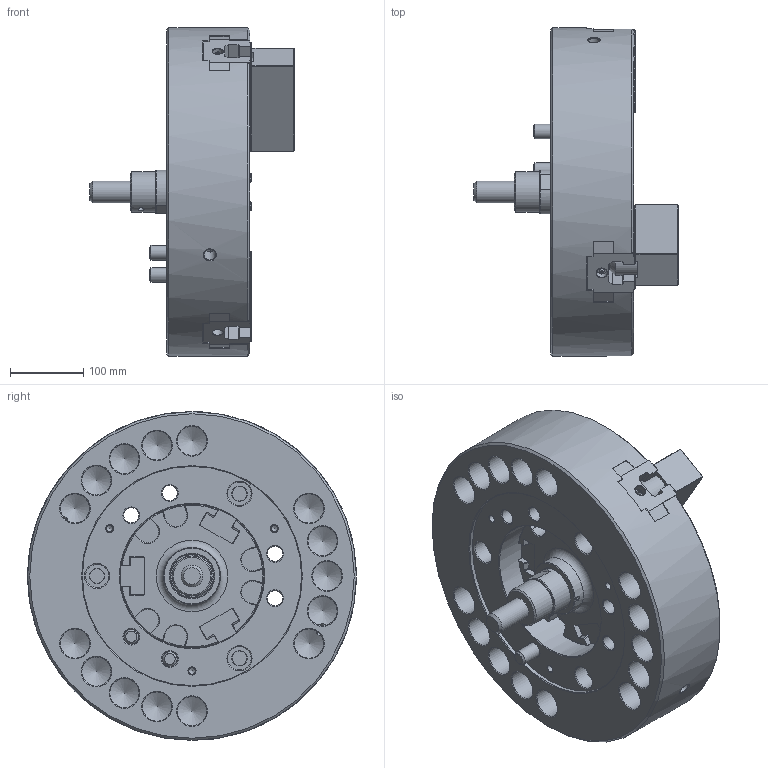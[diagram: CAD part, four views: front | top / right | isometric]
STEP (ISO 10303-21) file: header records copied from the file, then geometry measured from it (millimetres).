
FILE_DESCRIPTION(/* description */ ('Unknown'),/* implementation_level */ '2;1');
FILE_NAME(/* name */ 'N18_ASY',/* time_stamp */ '2016-02-22T10:00:05+00:00',/* author */ ('Unknown'),/* organization */ ('Unknown'),/* preprocessor_version */ 'ST-DEVELOPER v16',/* originating_system */ 'DEX',/* authorisation */ $);
FILE_SCHEMA (('AUTOMOTIVE_DESIGN {1 0 10303 214 3 1 1}'));
Products named in the file (12): N18_ASY; 61P2162778 BODY; 61P3229671 WEDGE PLUNGER; 61P3227638 MASTER JAW; 61P3212080 DRAW TUBE; 61P4059723 DRAW SCREW; 61P4059710 DRAW NUT; 61P3229681 COVER; GREASE NIPPLE A M6; 61P4185360 TNUT; 61P3211280 SOFT JAW; HEX.SOKET SOCKET SCREW M20×115
Assembly tree (15 placements, depth 2):
  N18_ASY
    61P2162778 BODY
    61P3229671 WEDGE PLUNGER
    61P3227638 MASTER JAW  x3
    61P3212080 DRAW TUBE
    61P4059723 DRAW SCREW
    61P4059710 DRAW NUT
    61P3229681 COVER
    GREASE NIPPLE A M6
    61P4185360 TNUT  x2
    61P3211280 SOFT JAW
    HEX.SOKET SOCKET SCREW M20×115  x2
Bounding box: 279.25 x 450 x 450 mm (x, y, z)
Volume: 14945018.5 mm3; surface area: 1299440.9 mm2
Topology: 15 solids, 15 shells, 3100 faces, 8954 edges, 5883 vertices
Faces by surface type: plane 2566, cylinder 256, cone 193, bspline 48, torus 35, sphere 2
Full cylindrical faces by diameter (mm): 1.5 x4, 1.9 x1, 3.459 x3, 4 x3, 5 x28, 5.188 x3, 6 x8, 6.6 x3, 8 x1, 8.647 x3, 10 x3, 11 x3, 15 x3, 16 x2, 20 x9, 21 x11, 27 x1, 30 x6, 32 x11, 40 x15, 45 x1, 47 x1, 55 x1, 57.835 x1, 60 x2, 60.5 x2, 61 x1, 78 x1, 197 x1, 300 x1
Entity records: 64107 total; most frequent: CARTESIAN_POINT 16761, ORIENTED_EDGE 9850, DIRECTION 8927, EDGE_CURVE 4925, LINE 3947, VECTOR 3947, VERTEX_POINT 3381, AXIS2_PLACEMENT_3D 2490
